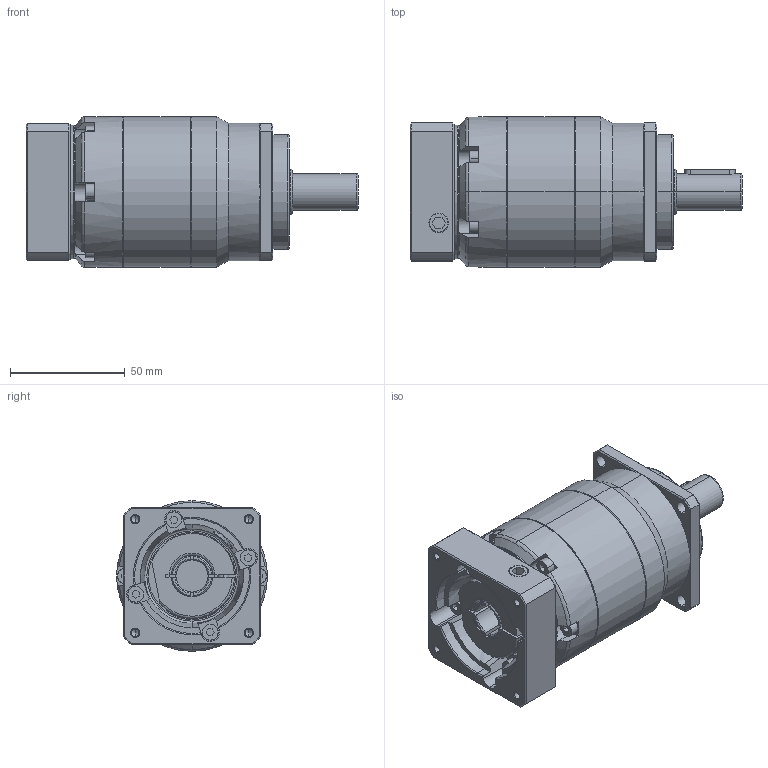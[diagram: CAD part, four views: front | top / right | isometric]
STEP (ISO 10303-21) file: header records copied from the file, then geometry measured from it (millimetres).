
FILE_DESCRIPTION (( 'STEP AP203' ), '1' );
FILE_NAME ('PEH060-L2-14-50-70-M4-A16.STEP', '2024-02-27T08:32:25', ( '' ), ( '' ), 'SwSTEP 2.0', 'SolidWorks 2018', '' );
FILE_SCHEMA (( 'CONFIG_CONTROL_DESIGN' ));
Length unit declared in the file: millimetre
Products named in the file (1): PEH060-L2-14-50-70-M4-A16
Bounding box: 144.5 x 65.5 x 65.5 mm (x, y, z)
Volume: 344477.9 mm3; surface area: 71110.7 mm2
Topology: 21 solids, 21 shells, 518 faces, 1222 edges, 767 vertices
Faces by surface type: plane 232, cylinder 143, cone 85, torus 58
Entity records: 15371 total; most frequent: CARTESIAN_POINT 3240, DIRECTION 2618, ORIENTED_EDGE 2424, EDGE_CURVE 1212, AXIS2_PLACEMENT_3D 1009, VERTEX_POINT 767, VECTOR 600, LINE 600
